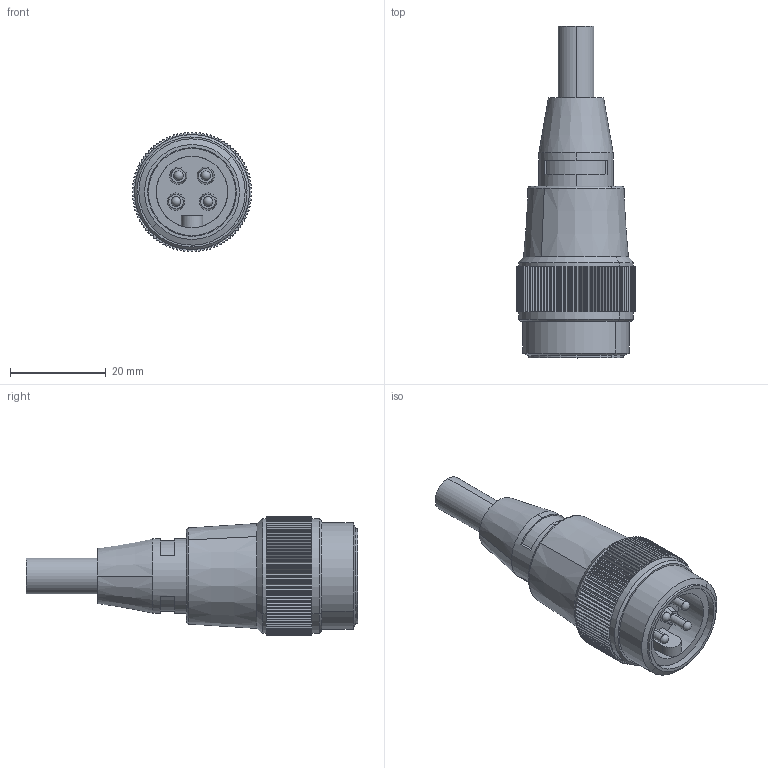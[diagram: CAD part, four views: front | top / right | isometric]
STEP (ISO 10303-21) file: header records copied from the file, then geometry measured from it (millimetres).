
FILE_DESCRIPTION((''),'2;1');
FILE_NAME('MZ4-M_ASM','2019-04-24T',('Administrator'),(''),'PRO/ENGINEER BY PARAMETRIC TECHNOLOGY CORPORATION, 2012480','PRO/ENGINEER BY PARAMETRIC TECHNOLOGY CORPORATION, 2012480','');
FILE_SCHEMA(('CONFIG_CONTROL_DESIGN'));
Length unit declared in the file: millimetre
Products named in the file (1): MZ4-M_ASM
Bounding box: 25 x 69.3 x 25 mm (x, y, z)
Volume: 15306.5 mm3; surface area: 9835.5 mm2
Topology: 2 solids, 15 shells, 489 faces, 1307 edges, 859 vertices
Faces by surface type: plane 264, cylinder 191, cone 26, sphere 4, torus 4
Entity records: 15283 total; most frequent: DIRECTION 2704, CARTESIAN_POINT 2658, ORIENTED_EDGE 2582, EDGE_CURVE 1291, AXIS2_PLACEMENT_3D 926, VERTEX_POINT 859, VECTOR 852, LINE 852
